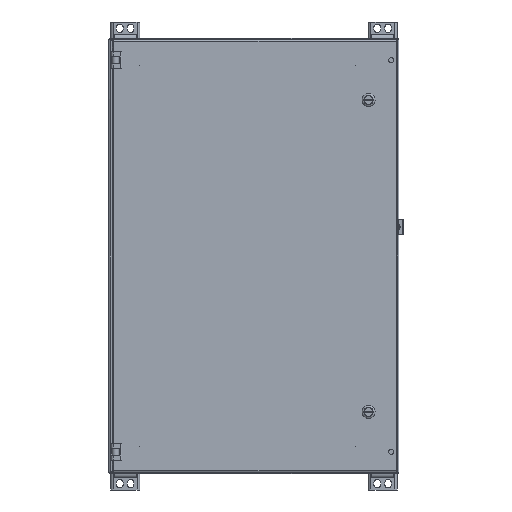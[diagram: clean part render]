
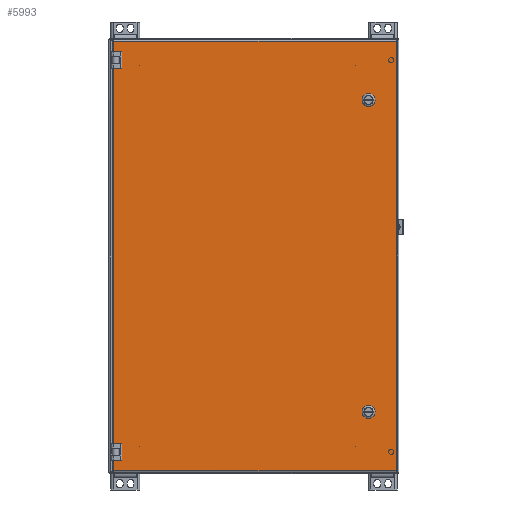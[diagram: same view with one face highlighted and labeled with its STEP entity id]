
A CAD part, front view. The second image highlights one B-rep face of the part: STEP entity #5993.
In plain terms, the highlighted planar face has unit normal (0, -1, 0).
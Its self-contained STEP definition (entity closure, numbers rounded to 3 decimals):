
#5993 = ADVANCED_FACE( '', ( #12887, #12888, #12889 ), #12890, .T. );
#12887 = FACE_BOUND( '', #35701, .T. );
#12888 = FACE_BOUND( '', #35702, .T. );
#12889 = FACE_OUTER_BOUND( '', #35703, .T. );
#12890 = PLANE( '', #35704 );
#35701 = EDGE_LOOP( '', ( #69028, #69029, #69030, #69031 ) );
#35702 = EDGE_LOOP( '', ( #69032, #69033, #69034, #69035 ) );
#35703 = EDGE_LOOP( '', ( #69036, #69037, #69038, #69039, #69040, #69041, #69042, #69043, #69044, #69045, #69046, #69047 ) );
#35704 = AXIS2_PLACEMENT_3D( '', #69048, #69049, #69050 );
#69028 = ORIENTED_EDGE( '', *, *, #85079, .F. );
#69029 = ORIENTED_EDGE( '', *, *, #87655, .F. );
#69030 = ORIENTED_EDGE( '', *, *, #88197, .F. );
#69031 = ORIENTED_EDGE( '', *, *, #88198, .F. );
#69032 = ORIENTED_EDGE( '', *, *, #88199, .F. );
#69033 = ORIENTED_EDGE( '', *, *, #88200, .F. );
#69034 = ORIENTED_EDGE( '', *, *, #85824, .F. );
#69035 = ORIENTED_EDGE( '', *, *, #87540, .F. );
#69036 = ORIENTED_EDGE( '', *, *, #88201, .F. );
#69037 = ORIENTED_EDGE( '', *, *, #88202, .F. );
#69038 = ORIENTED_EDGE( '', *, *, #88203, .F. );
#69039 = ORIENTED_EDGE( '', *, *, #88204, .F. );
#69040 = ORIENTED_EDGE( '', *, *, #88205, .F. );
#69041 = ORIENTED_EDGE( '', *, *, #88206, .F. );
#69042 = ORIENTED_EDGE( '', *, *, #88207, .F. );
#69043 = ORIENTED_EDGE( '', *, *, #87002, .T. );
#69044 = ORIENTED_EDGE( '', *, *, #83671, .F. );
#69045 = ORIENTED_EDGE( '', *, *, #86950, .F. );
#69046 = ORIENTED_EDGE( '', *, *, #83566, .F. );
#69047 = ORIENTED_EDGE( '', *, *, #84651, .F. );
#69048 = CARTESIAN_POINT( '', ( 0., 0., 0. ) );
#69049 = DIRECTION( '', ( 0., -1., 0. ) );
#69050 = DIRECTION( '', ( 0., 0., -1. ) );
#83566 = EDGE_CURVE( '', #92314, #92316, #92317, .T. );
#83671 = EDGE_CURVE( '', #92500, #92502, #92503, .T. );
#84651 = EDGE_CURVE( '', #94210, #92314, #94212, .T. );
#85079 = EDGE_CURVE( '', #94938, #94940, #94941, .T. );
#85824 = EDGE_CURVE( '', #96148, #96150, #96151, .T. );
#86950 = EDGE_CURVE( '', #92316, #92500, #97910, .T. );
#87002 = EDGE_CURVE( '', #97989, #92502, #97990, .T. );
#87540 = EDGE_CURVE( '', #98771, #96148, #98773, .T. );
#87655 = EDGE_CURVE( '', #98935, #94938, #98937, .T. );
#88197 = EDGE_CURVE( '', #99709, #98935, #99710, .T. );
#88198 = EDGE_CURVE( '', #94940, #99709, #99711, .T. );
#88199 = EDGE_CURVE( '', #99712, #98771, #99713, .T. );
#88200 = EDGE_CURVE( '', #96150, #99712, #99714, .T. );
#88201 = EDGE_CURVE( '', #99715, #94210, #99716, .T. );
#88202 = EDGE_CURVE( '', #99717, #99715, #99718, .T. );
#88203 = EDGE_CURVE( '', #99719, #99717, #99720, .T. );
#88204 = EDGE_CURVE( '', #99721, #99719, #99722, .T. );
#88205 = EDGE_CURVE( '', #99723, #99721, #99724, .T. );
#88206 = EDGE_CURVE( '', #94353, #99723, #99725, .T. );
#88207 = EDGE_CURVE( '', #97989, #94353, #99726, .T. );
#92314 = VERTEX_POINT( '', #106184 );
#92316 = VERTEX_POINT( '', #106187 );
#92317 = LINE( '', #106188, #106189 );
#92500 = VERTEX_POINT( '', #106572 );
#92502 = VERTEX_POINT( '', #106574 );
#92503 = LINE( '', #106575, #106576 );
#94210 = VERTEX_POINT( '', #110860 );
#94212 = LINE( '', #110862, #110863 );
#94353 = VERTEX_POINT( '', #111353 );
#94938 = VERTEX_POINT( '', #112708 );
#94940 = VERTEX_POINT( '', #112711 );
#94941 = CIRCLE( '', #112712, 9.716 );
#96148 = VERTEX_POINT( '', #115464 );
#96150 = VERTEX_POINT( '', #115467 );
#96151 = CIRCLE( '', #115468, 9.716 );
#97910 = LINE( '', #119606, #119607 );
#97989 = VERTEX_POINT( '', #119805 );
#97990 = LINE( '', #119806, #119807 );
#98771 = VERTEX_POINT( '', #122090 );
#98773 = LINE( '', #122093, #122094 );
#98935 = VERTEX_POINT( '', #122543 );
#98937 = LINE( '', #122546, #122547 );
#99709 = VERTEX_POINT( '', #124373 );
#99710 = CIRCLE( '', #124374, 9.716 );
#99711 = LINE( '', #124375, #124376 );
#99712 = VERTEX_POINT( '', #124377 );
#99713 = CIRCLE( '', #124378, 9.716 );
#99714 = LINE( '', #124379, #124380 );
#99715 = VERTEX_POINT( '', #124381 );
#99716 = LINE( '', #124382, #124383 );
#99717 = VERTEX_POINT( '', #124384 );
#99718 = LINE( '', #124385, #124386 );
#99719 = VERTEX_POINT( '', #124387 );
#99720 = LINE( '', #124388, #124389 );
#99721 = VERTEX_POINT( '', #124390 );
#99722 = LINE( '', #124391, #124392 );
#99723 = VERTEX_POINT( '', #124393 );
#99724 = LINE( '', #124394, #124395 );
#99725 = LINE( '', #124396, #124397 );
#99726 = LINE( '', #124398, #124399 );
#106184 = CARTESIAN_POINT( '', ( -235.131, 0., 332.588 ) );
#106187 = CARTESIAN_POINT( '', ( -235.131, 0., 353.212 ) );
#106188 = CARTESIAN_POINT( '', ( -235.131, 0., 685.8 ) );
#106189 = VECTOR( '', #134911, 1000. );
#106572 = CARTESIAN_POINT( '', ( -247.298, 0., 353.212 ) );
#106574 = CARTESIAN_POINT( '', ( -247.298, 0., 376.282 ) );
#106575 = CARTESIAN_POINT( '', ( -247.298, 0., -376.282 ) );
#106576 = VECTOR( '', #135001, 1000. );
#110860 = CARTESIAN_POINT( '', ( -247.298, 0., 332.588 ) );
#110862 = CARTESIAN_POINT( '', ( 0., 0., 332.588 ) );
#110863 = VECTOR( '', #135693, 1000. );
#111353 = CARTESIAN_POINT( '', ( 247.298, 0., -376.282 ) );
#112708 = CARTESIAN_POINT( '', ( 206.962, 0., 278.379 ) );
#112711 = CARTESIAN_POINT( '', ( 190.706, 0., 278.379 ) );
#112712 = AXIS2_PLACEMENT_3D( '', #135978, #135979, #135980 );
#115464 = CARTESIAN_POINT( '', ( 190.706, 0., -278.379 ) );
#115467 = CARTESIAN_POINT( '', ( 206.962, 0., -278.379 ) );
#115468 = AXIS2_PLACEMENT_3D( '', #136519, #136520, #136521 );
#119606 = CARTESIAN_POINT( '', ( 0., 0., 353.212 ) );
#119607 = VECTOR( '', #137367, 1000. );
#119805 = CARTESIAN_POINT( '', ( 247.298, 0., 376.282 ) );
#119806 = CARTESIAN_POINT( '', ( -247.298, 0., 376.282 ) );
#119807 = VECTOR( '', #137402, 1000. );
#122090 = CARTESIAN_POINT( '', ( 190.706, 0., -267.734 ) );
#122093 = CARTESIAN_POINT( '', ( 190.706, 0., -267.734 ) );
#122094 = VECTOR( '', #137720, 1000. );
#122543 = CARTESIAN_POINT( '', ( 206.962, 0., 267.734 ) );
#122546 = CARTESIAN_POINT( '', ( 206.962, 0., 278.379 ) );
#122547 = VECTOR( '', #137785, 1000. );
#124373 = CARTESIAN_POINT( '', ( 190.706, 0., 267.734 ) );
#124374 = AXIS2_PLACEMENT_3D( '', #138165, #138166, #138167 );
#124375 = CARTESIAN_POINT( '', ( 190.706, 0., 278.379 ) );
#124376 = VECTOR( '', #138168, 1000. );
#124377 = CARTESIAN_POINT( '', ( 206.962, 0., -267.734 ) );
#124378 = AXIS2_PLACEMENT_3D( '', #138169, #138170, #138171 );
#124379 = CARTESIAN_POINT( '', ( 206.962, 0., -267.734 ) );
#124380 = VECTOR( '', #138172, 1000. );
#124381 = CARTESIAN_POINT( '', ( -247.298, 0., -332.588 ) );
#124382 = CARTESIAN_POINT( '', ( -247.298, 0., -376.282 ) );
#124383 = VECTOR( '', #138173, 1000. );
#124384 = CARTESIAN_POINT( '', ( -235.131, 0., -332.588 ) );
#124385 = CARTESIAN_POINT( '', ( 0., 0., -332.588 ) );
#124386 = VECTOR( '', #138174, 1000. );
#124387 = CARTESIAN_POINT( '', ( -235.131, 0., -353.212 ) );
#124388 = CARTESIAN_POINT( '', ( -235.131, 0., 0. ) );
#124389 = VECTOR( '', #138175, 1000. );
#124390 = CARTESIAN_POINT( '', ( -247.298, 0., -353.212 ) );
#124391 = CARTESIAN_POINT( '', ( 0., 0., -353.212 ) );
#124392 = VECTOR( '', #138176, 1000. );
#124393 = CARTESIAN_POINT( '', ( -247.298, 0., -376.282 ) );
#124394 = CARTESIAN_POINT( '', ( -247.298, 0., -376.282 ) );
#124395 = VECTOR( '', #138177, 1000. );
#124396 = CARTESIAN_POINT( '', ( 247.298, 0., -376.282 ) );
#124397 = VECTOR( '', #138178, 1000. );
#124398 = CARTESIAN_POINT( '', ( 247.298, 0., 376.282 ) );
#124399 = VECTOR( '', #138179, 1000. );
#134911 = DIRECTION( '', ( 0., 0., 1. ) );
#135001 = DIRECTION( '', ( 0., 0., 1. ) );
#135693 = DIRECTION( '', ( 1., 0., 0. ) );
#135978 = CARTESIAN_POINT( '', ( 198.834, 0., 273.056 ) );
#135979 = DIRECTION( '', ( 0., -1., 0. ) );
#135980 = DIRECTION( '', ( 1., 0., 0. ) );
#136519 = CARTESIAN_POINT( '', ( 198.834, 0., -273.056 ) );
#136520 = DIRECTION( '', ( 0., -1., 0. ) );
#136521 = DIRECTION( '', ( 1., 0., 0. ) );
#137367 = DIRECTION( '', ( -1., 0., 0. ) );
#137402 = DIRECTION( '', ( -1., 0., 0. ) );
#137720 = DIRECTION( '', ( 0., 0., -1. ) );
#137785 = DIRECTION( '', ( 0., 0., 1. ) );
#138165 = CARTESIAN_POINT( '', ( 198.834, 0., 273.056 ) );
#138166 = DIRECTION( '', ( 0., -1., 0. ) );
#138167 = DIRECTION( '', ( 1., 0., 0. ) );
#138168 = DIRECTION( '', ( 0., 0., -1. ) );
#138169 = CARTESIAN_POINT( '', ( 198.834, 0., -273.056 ) );
#138170 = DIRECTION( '', ( 0., -1., 0. ) );
#138171 = DIRECTION( '', ( 1., 0., 0. ) );
#138172 = DIRECTION( '', ( 0., 0., 1. ) );
#138173 = DIRECTION( '', ( 0., 0., 1. ) );
#138174 = DIRECTION( '', ( -1., 0., 0. ) );
#138175 = DIRECTION( '', ( 0., 0., 1. ) );
#138176 = DIRECTION( '', ( 1., 0., 0. ) );
#138177 = DIRECTION( '', ( 0., 0., 1. ) );
#138178 = DIRECTION( '', ( -1., 0., 0. ) );
#138179 = DIRECTION( '', ( 0., 0., -1. ) );
